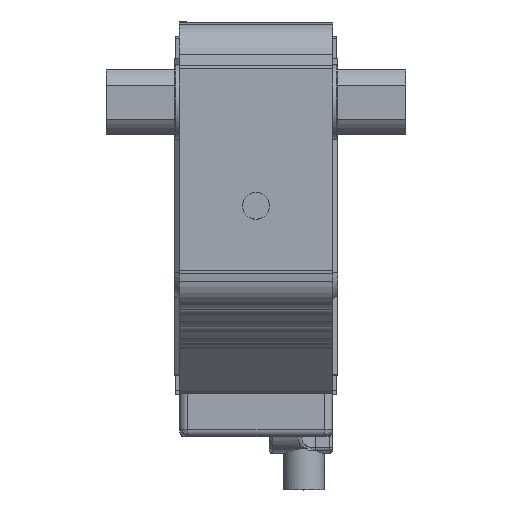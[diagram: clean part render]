
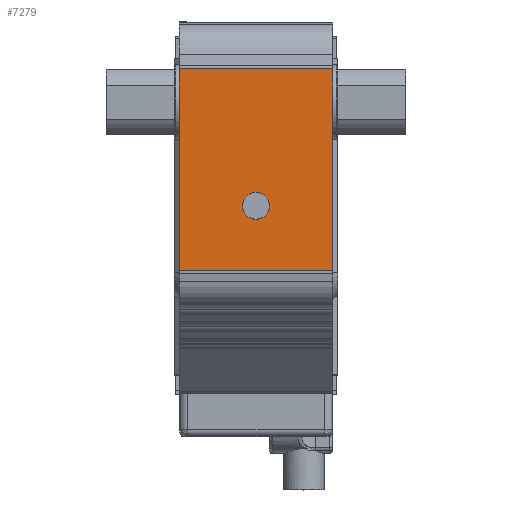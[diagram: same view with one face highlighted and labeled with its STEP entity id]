
A CAD part, top view. The second image highlights one B-rep face of the part: STEP entity #7279.
In plain terms, the highlighted planar face has unit normal (0, 0, 1).
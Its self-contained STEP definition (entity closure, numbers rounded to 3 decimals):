
#205=FACE_BOUND('',#1481,.T.);
#206=FACE_BOUND('',#1482,.T.);
#496=CIRCLE('',#7876,3.95);
#1481=EDGE_LOOP('',(#6024));
#1482=EDGE_LOOP('',(#6025,#6026,#6027,#6028));
#2072=LINE('',#11898,#2687);
#2092=LINE('',#11964,#2707);
#2093=LINE('',#11968,#2708);
#2094=LINE('',#11969,#2709);
#2687=VECTOR('',#9609,59.252);
#2707=VECTOR('',#9671,45.);
#2708=VECTOR('',#9676,45.);
#2709=VECTOR('',#9677,59.252);
#3343=VERTEX_POINT('',#11619);
#3433=VERTEX_POINT('',#11895);
#3434=VERTEX_POINT('',#11897);
#3459=VERTEX_POINT('',#11963);
#3460=VERTEX_POINT('',#11967);
#4210=EDGE_CURVE('',#3343,#3343,#496,.T.);
#4342=EDGE_CURVE('',#3434,#3433,#2072,.T.);
#4374=EDGE_CURVE('',#3434,#3459,#2092,.T.);
#4376=EDGE_CURVE('',#3433,#3460,#2093,.T.);
#4377=EDGE_CURVE('',#3460,#3459,#2094,.T.);
#6024=ORIENTED_EDGE('',*,*,#4210,.T.);
#6025=ORIENTED_EDGE('',*,*,#4342,.T.);
#6026=ORIENTED_EDGE('',*,*,#4376,.T.);
#6027=ORIENTED_EDGE('',*,*,#4377,.T.);
#6028=ORIENTED_EDGE('',*,*,#4374,.F.);
#6959=PLANE('',#7966);
#7279=ADVANCED_FACE('',(#205,#206),#6959,.T.);
#7876=AXIS2_PLACEMENT_3D('',#11620,#9375,#9376);
#7966=AXIS2_PLACEMENT_3D('',#11966,#9674,#9675);
#9375=DIRECTION('center_axis',(0.,0.,-1.));
#9376=DIRECTION('ref_axis',(-1.,0.,0.));
#9609=DIRECTION('',(0.,1.,0.));
#9671=DIRECTION('',(-1.,0.,0.));
#9674=DIRECTION('center_axis',(0.,0.,1.));
#9675=DIRECTION('ref_axis',(0.,-1.,0.));
#9676=DIRECTION('',(-1.,0.,0.));
#9677=DIRECTION('',(0.,-1.,0.));
#11619=CARTESIAN_POINT('',(3.95,-30.5,51.5));
#11620=CARTESIAN_POINT('Origin',(0.,-30.5,51.5));
#11895=CARTESIAN_POINT('',(22.5,9.689,51.5));
#11897=CARTESIAN_POINT('',(22.5,-49.563,51.5));
#11898=CARTESIAN_POINT('',(22.5,4.845,51.5));
#11963=CARTESIAN_POINT('',(-22.5,-49.563,51.5));
#11964=CARTESIAN_POINT('',(0.,-49.563,51.5));
#11966=CARTESIAN_POINT('Origin',(0.,9.689,51.5));
#11967=CARTESIAN_POINT('',(-22.5,9.689,51.5));
#11968=CARTESIAN_POINT('',(0.,9.689,51.5));
#11969=CARTESIAN_POINT('',(-22.5,4.845,51.5));
